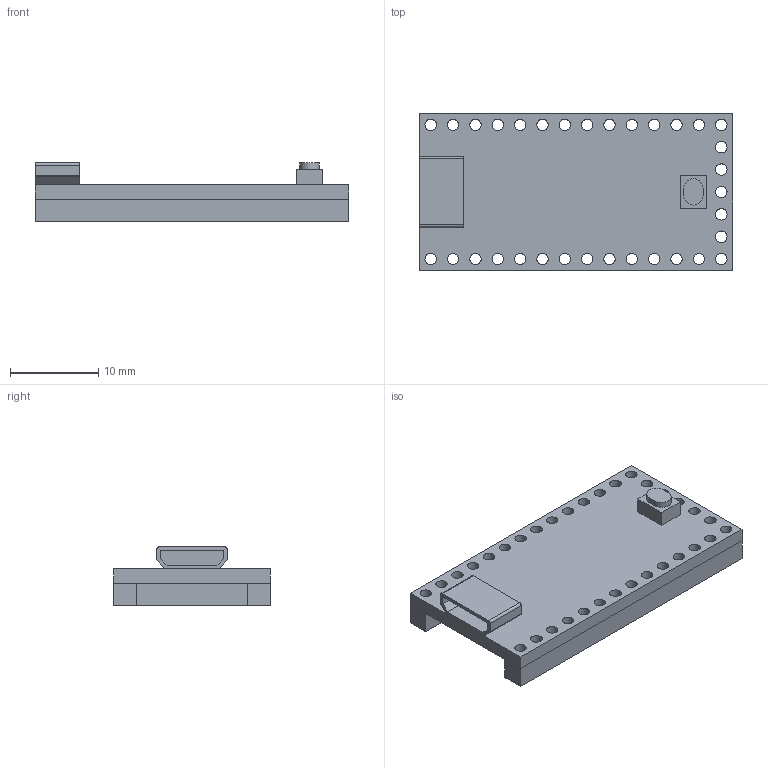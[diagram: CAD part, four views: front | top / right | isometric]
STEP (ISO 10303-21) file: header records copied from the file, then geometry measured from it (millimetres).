
FILE_DESCRIPTION(/* description */ (''),/* implementation_level */ '2;1');
FILE_NAME(/* name */ '2756 Teensy 3.2.step',/* time_stamp */ '2018-07-07T13:04:27-04:00',/* author */ ('Adafruit'),/* organization */ (''),/* preprocessor_version */ 'ST-DEVELOPER v17',/* originating_system */ 'Autodesk Translation Framework v7.1.0.215',/* authorisation */ '');
FILE_SCHEMA (('AUTOMOTIVE_DESIGN { 1 0 10303 214 3 1 1 }'));
Length unit declared in the file: millimetre
Products named in the file (1): Teensy 3.2
Bounding box: 35.56 x 17.78 x 6.6 mm (x, y, z)
Volume: 1429.9 mm3; surface area: 2962.4 mm2
Topology: 6 solids, 6 shells, 122 faces, 324 edges, 216 vertices
Faces by surface type: cylinder 74, plane 48
Full cylindrical faces by diameter (mm): 1.3 x66
Entity records: 4148 total; most frequent: DIRECTION 718, CARTESIAN_POINT 663, ORIENTED_EDGE 648, EDGE_CURVE 324, AXIS2_PLACEMENT_3D 271, EDGE_LOOP 256, VERTEX_POINT 216, LINE 176
